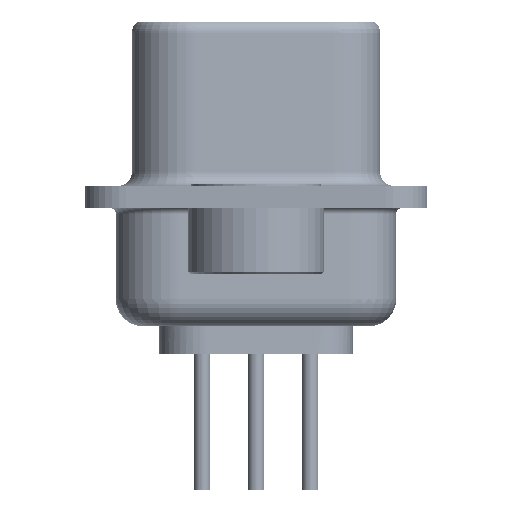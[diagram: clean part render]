
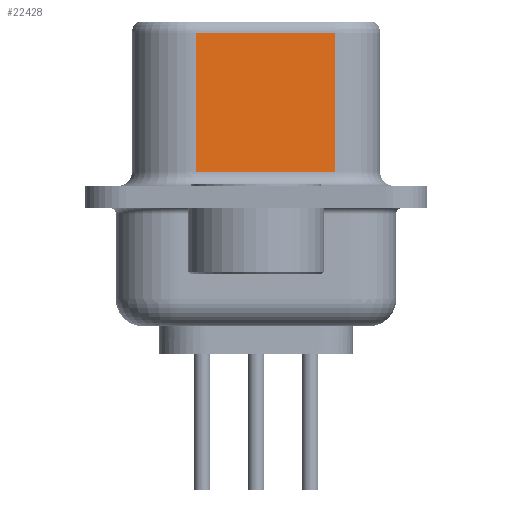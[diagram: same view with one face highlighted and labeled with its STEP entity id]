
A CAD part, left-side view. The second image highlights one B-rep face of the part: STEP entity #22428.
In plain terms, the highlighted planar face has unit normal (-0.985, -0.174, 0).
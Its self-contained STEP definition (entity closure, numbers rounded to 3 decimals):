
#199 = CARTESIAN_POINT ( 'NONE',  ( 4.52, -2.897, 0.9 ) ) ;
#717 = EDGE_CURVE ( 'NONE', #33311, #20097, #753, .T. ) ;
#753 = LINE ( 'NONE', #18517, #28624 ) ;
#2074 = VECTOR ( 'NONE', #12673, 1000. ) ;
#2346 = CARTESIAN_POINT ( 'NONE',  ( 4.52, -2.897, 0.9 ) ) ;
#3375 = LINE ( 'NONE', #8134, #7972 ) ;
#6532 = DIRECTION ( 'NONE',  ( 0., 0., -1. ) ) ;
#7972 = VECTOR ( 'NONE', #18448, 1000. ) ;
#8134 = CARTESIAN_POINT ( 'NONE',  ( 3.62, 2.203, 6.5 ) ) ;
#9625 = DIRECTION ( 'NONE',  ( 0.985, 0.174, 0. ) ) ;
#10390 = VERTEX_POINT ( 'NONE', #30625 ) ;
#11754 = LINE ( 'NONE', #19550, #32453 ) ;
#12245 = EDGE_LOOP ( 'NONE', ( #28793, #31534, #32987, #23380 ) ) ;
#12673 = DIRECTION ( 'NONE',  ( 0.174, -0.985, 0. ) ) ;
#13128 = CARTESIAN_POINT ( 'NONE',  ( 4.52, -2.897, 6. ) ) ;
#14542 = DIRECTION ( 'NONE',  ( -0.174, 0.985, 0. ) ) ;
#14871 = CARTESIAN_POINT ( 'NONE',  ( 4.52, -2.897, 6.5 ) ) ;
#16196 = VERTEX_POINT ( 'NONE', #199 ) ;
#16745 = AXIS2_PLACEMENT_3D ( 'NONE', #14871, #9625, #14542 ) ;
#18315 = EDGE_CURVE ( 'NONE', #20097, #10390, #3375, .T. ) ;
#18448 = DIRECTION ( 'NONE',  ( 0., 0., -1. ) ) ;
#18517 = CARTESIAN_POINT ( 'NONE',  ( 4.52, -2.897, 6. ) ) ;
#19550 = CARTESIAN_POINT ( 'NONE',  ( 4.52, -2.897, 6.5 ) ) ;
#20097 = VERTEX_POINT ( 'NONE', #27055 ) ;
#20630 = LINE ( 'NONE', #2346, #2074 ) ;
#21355 = EDGE_CURVE ( 'NONE', #33311, #16196, #11754, .T. ) ;
#22428 = ADVANCED_FACE ( 'NONE', ( #22831 ), #30438, .F. ) ;
#22831 = FACE_OUTER_BOUND ( 'NONE', #12245, .T. ) ;
#23380 = ORIENTED_EDGE ( 'NONE', *, *, #27832, .T. ) ;
#27055 = CARTESIAN_POINT ( 'NONE',  ( 3.62, 2.203, 6. ) ) ;
#27832 = EDGE_CURVE ( 'NONE', #10390, #16196, #20630, .T. ) ;
#28624 = VECTOR ( 'NONE', #28847, 1000. ) ;
#28793 = ORIENTED_EDGE ( 'NONE', *, *, #21355, .F. ) ;
#28847 = DIRECTION ( 'NONE',  ( -0.174, 0.985, 0. ) ) ;
#30438 = PLANE ( 'NONE',  #16745 ) ;
#30625 = CARTESIAN_POINT ( 'NONE',  ( 3.62, 2.203, 0.9 ) ) ;
#31534 = ORIENTED_EDGE ( 'NONE', *, *, #717, .T. ) ;
#32453 = VECTOR ( 'NONE', #6532, 1000. ) ;
#32987 = ORIENTED_EDGE ( 'NONE', *, *, #18315, .T. ) ;
#33311 = VERTEX_POINT ( 'NONE', #13128 ) ;
